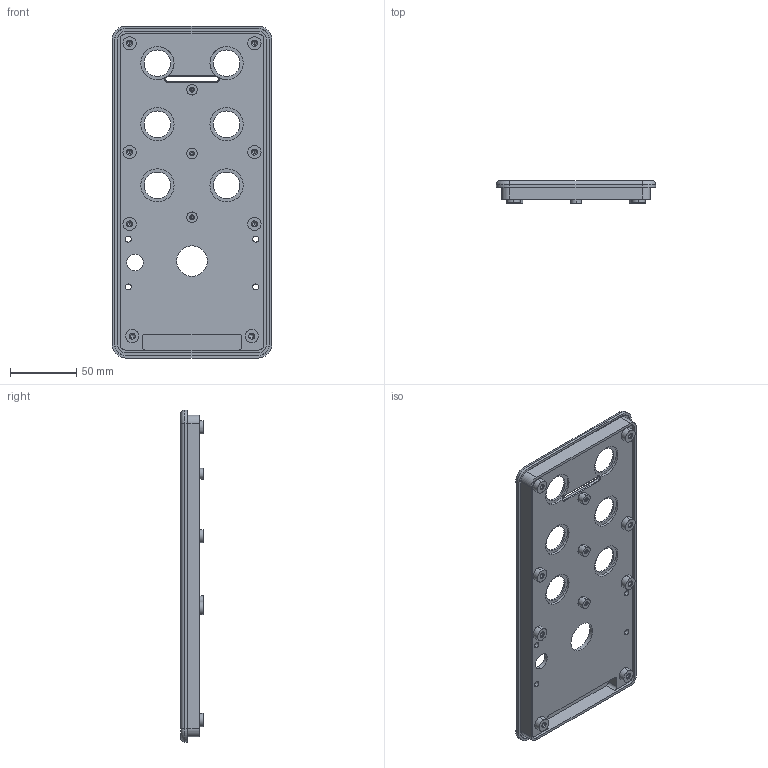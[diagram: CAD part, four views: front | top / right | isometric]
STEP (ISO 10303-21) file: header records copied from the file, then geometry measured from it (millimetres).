
FILE_DESCRIPTION (( 'STEP AP203' ), '1' );
FILE_NAME ('彝下.731195.001 署赅.STEP', '2018-09-19T13:52:16', ( '' ), ( '' ), 'SwSTEP 2.0', 'SolidWorks 2017', '' );
FILE_SCHEMA (( 'CONFIG_CONTROL_DESIGN' ));
Length unit declared in the file: millimetre
Products named in the file (1): 彝下.731195.001 署赅
Bounding box: 120 x 17 x 250 mm (x, y, z)
Volume: 139357.1 mm3; surface area: 79607.5 mm2
Topology: 1 solids, 1 shells, 266 faces, 652 edges, 396 vertices
Faces by surface type: cylinder 138, plane 56, cone 44, torus 28
Entity records: 7900 total; most frequent: DIRECTION 1499, CARTESIAN_POINT 1337, ORIENTED_EDGE 1260, EDGE_CURVE 630, AXIS2_PLACEMENT_3D 608, VERTEX_POINT 396, CIRCLE 341, EDGE_LOOP 322
